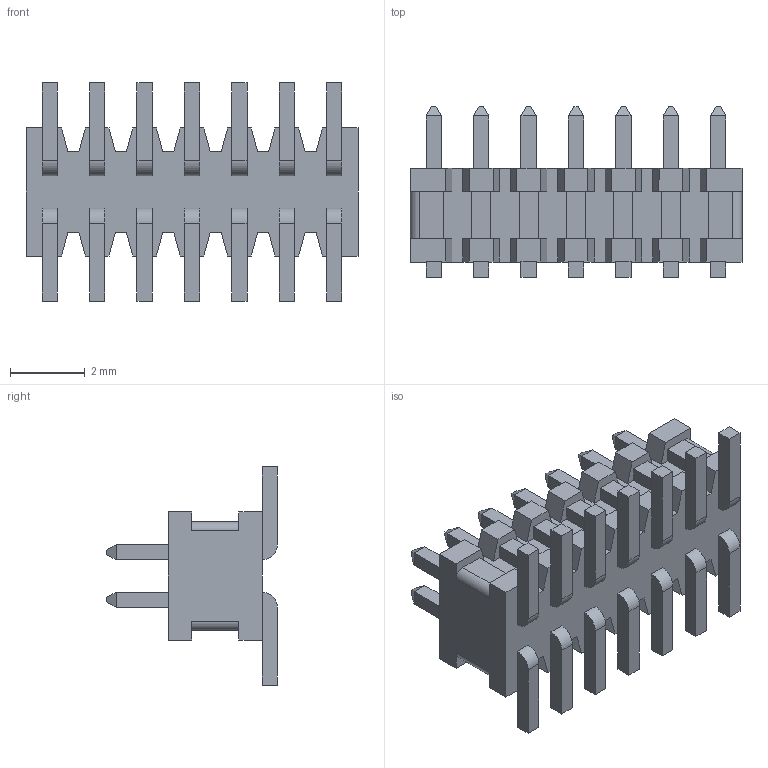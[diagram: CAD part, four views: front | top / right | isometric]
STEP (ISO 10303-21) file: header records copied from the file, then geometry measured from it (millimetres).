
FILE_DESCRIPTION (( 'STEP AP214' ), '1' );
FILE_NAME ('FTSH-107-03-L-DV.STEP', '2020-04-25T11:34:54', ( '' ), ( '' ), 'SwSTEP 2.0', 'SolidWorks 2017', '' );
FILE_SCHEMA (( 'AUTOMOTIVE_DESIGN' ));
Length unit declared in the file: inch
Products named in the file (1): FTSH-107-03-L-DV
Bounding box: 8.89 x 4.57 x 5.84 mm (x, y, z)
Volume: 71.1 mm3; surface area: 356.9 mm2
Topology: 29 solids, 29 shells, 484 faces, 1222 edges, 796 vertices
Faces by surface type: plane 466, cylinder 18
Entity records: 16138 total; most frequent: CARTESIAN_POINT 2503, ORIENTED_EDGE 2444, DIRECTION 2228, EDGE_CURVE 1222, VECTOR 1186, LINE 1186, VERTEX_POINT 796, AXIS2_PLACEMENT_3D 521
